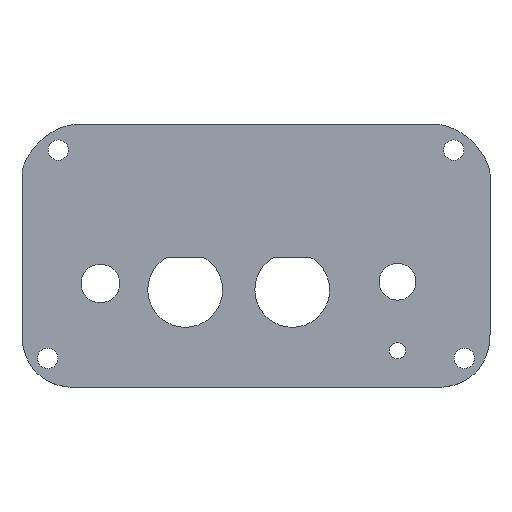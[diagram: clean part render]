
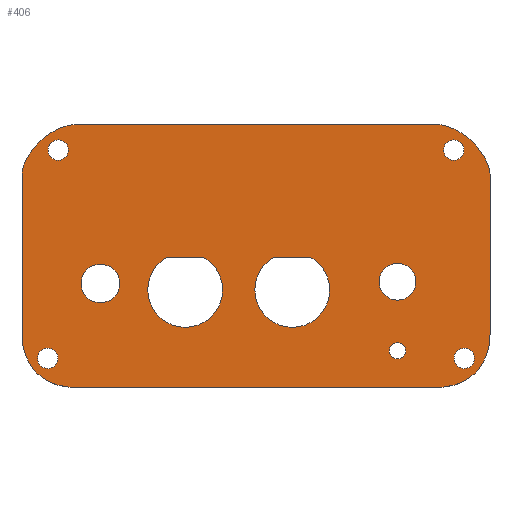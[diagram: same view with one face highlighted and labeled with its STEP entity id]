
A CAD part, top view. The second image highlights one B-rep face of the part: STEP entity #406.
In plain terms, the highlighted planar face has unit normal (0, 0, 1).
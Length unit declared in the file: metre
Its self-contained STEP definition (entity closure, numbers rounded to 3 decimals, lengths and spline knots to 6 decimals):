
#13=B_SPLINE_CURVE_WITH_KNOTS('',3,(#595,#596,#597,#598),.UNSPECIFIED.,
 .F.,.F.,(4,4),(0.,1.),.PIECEWISE_BEZIER_KNOTS.);
#15=B_SPLINE_CURVE_WITH_KNOTS('',3,(#620,#621,#622,#623),.UNSPECIFIED.,
 .F.,.F.,(4,4),(0.,1.),.PIECEWISE_BEZIER_KNOTS.);
#17=B_SPLINE_CURVE_WITH_KNOTS('',3,(#645,#646,#647,#648),.UNSPECIFIED.,
 .F.,.F.,(4,4),(0.,1.),.PIECEWISE_BEZIER_KNOTS.);
#19=B_SPLINE_CURVE_WITH_KNOTS('',3,(#705,#706,#707,#708),.UNSPECIFIED.,
 .F.,.F.,(4,4),(0.,1.),.PIECEWISE_BEZIER_KNOTS.);
#30=PLANE('',#454);
#38=LINE('',#577,#62);
#43=LINE('',#604,#67);
#47=LINE('',#629,#71);
#51=LINE('',#654,#75);
#53=LINE('',#657,#77);
#55=LINE('',#711,#79);
#62=VECTOR('',#478,1.);
#67=VECTOR('',#485,1.);
#71=VECTOR('',#491,1.);
#75=VECTOR('',#497,1.);
#77=VECTOR('',#501,1.);
#79=VECTOR('',#547,1.);
#142=ORIENTED_EDGE('',*,*,#190,.F.);
#143=ORIENTED_EDGE('',*,*,#194,.T.);
#144=ORIENTED_EDGE('',*,*,#197,.F.);
#145=ORIENTED_EDGE('',*,*,#200,.F.);
#146=ORIENTED_EDGE('',*,*,#203,.F.);
#147=ORIENTED_EDGE('',*,*,#206,.F.);
#148=ORIENTED_EDGE('',*,*,#209,.F.);
#149=ORIENTED_EDGE('',*,*,#227,.F.);
#150=ORIENTED_EDGE('',*,*,#224,.T.);
#151=ORIENTED_EDGE('',*,*,#222,.T.);
#152=ORIENTED_EDGE('',*,*,#220,.F.);
#153=ORIENTED_EDGE('',*,*,#218,.F.);
#154=ORIENTED_EDGE('',*,*,#216,.F.);
#155=ORIENTED_EDGE('',*,*,#214,.T.);
#156=ORIENTED_EDGE('',*,*,#212,.T.);
#157=ORIENTED_EDGE('',*,*,#186,.F.);
#158=ORIENTED_EDGE('',*,*,#211,.T.);
#159=ORIENTED_EDGE('',*,*,#182,.F.);
#160=ORIENTED_EDGE('',*,*,#229,.T.);
#182=EDGE_CURVE('',#232,#233,#269,.T.);
#186=EDGE_CURVE('',#236,#237,#271,.T.);
#190=EDGE_CURVE('',#240,#241,#38,.T.);
#194=EDGE_CURVE('',#240,#243,#13,.T.);
#197=EDGE_CURVE('',#245,#243,#43,.T.);
#200=EDGE_CURVE('',#247,#245,#15,.T.);
#203=EDGE_CURVE('',#249,#247,#47,.T.);
#206=EDGE_CURVE('',#251,#249,#17,.T.);
#209=EDGE_CURVE('',#253,#251,#51,.T.);
#211=EDGE_CURVE('',#236,#237,#53,.T.);
#212=EDGE_CURVE('',#254,#254,#272,.T.);
#214=EDGE_CURVE('',#256,#256,#274,.T.);
#216=EDGE_CURVE('',#258,#258,#276,.T.);
#218=EDGE_CURVE('',#260,#260,#278,.T.);
#220=EDGE_CURVE('',#262,#262,#280,.T.);
#222=EDGE_CURVE('',#264,#264,#282,.T.);
#224=EDGE_CURVE('',#266,#266,#284,.T.);
#227=EDGE_CURVE('',#241,#253,#19,.T.);
#229=EDGE_CURVE('',#232,#233,#55,.T.);
#232=VERTEX_POINT('',#558);
#233=VERTEX_POINT('',#560);
#236=VERTEX_POINT('',#567);
#237=VERTEX_POINT('',#569);
#240=VERTEX_POINT('',#576);
#241=VERTEX_POINT('',#578);
#243=VERTEX_POINT('',#594);
#245=VERTEX_POINT('',#603);
#247=VERTEX_POINT('',#619);
#249=VERTEX_POINT('',#628);
#251=VERTEX_POINT('',#644);
#253=VERTEX_POINT('',#653);
#254=VERTEX_POINT('',#660);
#256=VERTEX_POINT('',#665);
#258=VERTEX_POINT('',#670);
#260=VERTEX_POINT('',#675);
#262=VERTEX_POINT('',#680);
#264=VERTEX_POINT('',#685);
#266=VERTEX_POINT('',#690);
#269=CIRCLE('',#423,0.0064);
#271=CIRCLE('',#426,0.0064);
#272=CIRCLE('',#433,0.00175);
#274=CIRCLE('',#436,0.00175);
#276=CIRCLE('',#439,0.0014);
#278=CIRCLE('',#442,0.00315);
#280=CIRCLE('',#445,0.0033);
#282=CIRCLE('',#448,0.00175);
#284=CIRCLE('',#451,0.00175);
#312=EDGE_LOOP('',(#142,#143,#144,#145,#146,#147,#148,#149));
#313=EDGE_LOOP('',(#150));
#314=EDGE_LOOP('',(#151));
#315=EDGE_LOOP('',(#152));
#316=EDGE_LOOP('',(#153));
#317=EDGE_LOOP('',(#154));
#318=EDGE_LOOP('',(#155));
#319=EDGE_LOOP('',(#156));
#320=EDGE_LOOP('',(#157,#158));
#321=EDGE_LOOP('',(#159,#160));
#358=FACE_BOUND('',#312,.T.);
#359=FACE_BOUND('',#313,.T.);
#360=FACE_BOUND('',#314,.T.);
#361=FACE_BOUND('',#315,.T.);
#362=FACE_BOUND('',#316,.T.);
#363=FACE_BOUND('',#317,.T.);
#364=FACE_BOUND('',#318,.T.);
#365=FACE_BOUND('',#319,.T.);
#366=FACE_BOUND('',#320,.T.);
#367=FACE_BOUND('',#321,.T.);
#406=ADVANCED_FACE('',(#358,#359,#360,#361,#362,#363,#364,#365,#366,#367),
#30,.T.);
#423=AXIS2_PLACEMENT_3D('',#559,#463,#464);
#426=AXIS2_PLACEMENT_3D('',#568,#471,#472);
#433=AXIS2_PLACEMENT_3D('',#659,#504,#505);
#436=AXIS2_PLACEMENT_3D('',#664,#510,#511);
#439=AXIS2_PLACEMENT_3D('',#669,#516,#517);
#442=AXIS2_PLACEMENT_3D('',#674,#522,#523);
#445=AXIS2_PLACEMENT_3D('',#679,#528,#529);
#448=AXIS2_PLACEMENT_3D('',#684,#534,#535);
#451=AXIS2_PLACEMENT_3D('',#689,#540,#541);
#454=AXIS2_PLACEMENT_3D('',#712,#548,#549);
#463=DIRECTION('',(0.,0.,1.));
#464=DIRECTION('',(1.,0.,0.));
#471=DIRECTION('',(0.,0.,1.));
#472=DIRECTION('',(1.,0.,0.));
#478=DIRECTION('',(0.,1.,0.));
#485=DIRECTION('',(-1.,0.,0.));
#491=DIRECTION('',(0.,-1.,0.));
#497=DIRECTION('',(1.,0.,0.));
#501=DIRECTION('',(1.,0.,0.));
#504=DIRECTION('',(0.,0.,-1.));
#505=DIRECTION('',(1.,0.,0.));
#510=DIRECTION('',(0.,0.,-1.));
#511=DIRECTION('',(1.,0.,0.));
#516=DIRECTION('',(0.,0.,1.));
#517=DIRECTION('',(1.,0.,0.));
#522=DIRECTION('',(0.,0.,1.));
#523=DIRECTION('',(1.,0.,0.));
#528=DIRECTION('',(0.,0.,1.));
#529=DIRECTION('',(1.,0.,0.));
#534=DIRECTION('',(0.,0.,-1.));
#535=DIRECTION('',(1.,0.,0.));
#540=DIRECTION('',(0.,0.,-1.));
#541=DIRECTION('',(1.,0.,0.));
#547=DIRECTION('',(1.,0.,0.));
#548=DIRECTION('',(0.,0.,1.));
#549=DIRECTION('',(1.,0.,0.));
#558=CARTESIAN_POINT('',(-0.01527,0.02226,0.0015));
#559=CARTESIAN_POINT('',(-0.0121,0.0167,0.0015));
#560=CARTESIAN_POINT('',(-0.00893,0.02226,0.0015));
#567=CARTESIAN_POINT('',(0.00303,0.02226,0.0015));
#568=CARTESIAN_POINT('',(0.0062,0.0167,0.0015));
#569=CARTESIAN_POINT('',(0.00937,0.02226,0.0015));
#576=CARTESIAN_POINT('',(-0.04,0.009,0.0015));
#577=CARTESIAN_POINT('',(-0.04,0.02275,0.0015));
#578=CARTESIAN_POINT('',(-0.04,0.0365,0.0015));
#594=CARTESIAN_POINT('',(-0.0305,0.,0.0015));
#595=CARTESIAN_POINT('',(-0.04,0.009,0.0015));
#596=CARTESIAN_POINT('',(-0.04,0.0054,0.0015));
#597=CARTESIAN_POINT('',(-0.038,0.,0.0015));
#598=CARTESIAN_POINT('',(-0.0305,0.,0.0015));
#603=CARTESIAN_POINT('',(0.0305,0.,0.0015));
#604=CARTESIAN_POINT('',(0.,0.,0.0015));
#619=CARTESIAN_POINT('',(0.04,0.009,0.0015));
#620=CARTESIAN_POINT('',(0.04,0.009,0.0015));
#621=CARTESIAN_POINT('',(0.04,0.0054,0.0015));
#622=CARTESIAN_POINT('',(0.038,0.,0.0015));
#623=CARTESIAN_POINT('',(0.0305,0.,0.0015));
#628=CARTESIAN_POINT('',(0.04,0.0365,0.0015));
#629=CARTESIAN_POINT('',(0.04,0.02275,0.0015));
#644=CARTESIAN_POINT('',(0.0305,0.045,0.0015));
#645=CARTESIAN_POINT('',(0.0305,0.045,0.0015));
#646=CARTESIAN_POINT('',(0.0355,0.045,0.0015));
#647=CARTESIAN_POINT('',(0.04,0.0395,0.0015));
#648=CARTESIAN_POINT('',(0.04,0.0365,0.0015));
#653=CARTESIAN_POINT('',(-0.0305,0.045,0.0015));
#654=CARTESIAN_POINT('',(0.,0.045,0.0015));
#657=CARTESIAN_POINT('',(0.0062,0.02226,0.0015));
#659=CARTESIAN_POINT('',(0.0338,0.0406,0.0015));
#660=CARTESIAN_POINT('',(0.03555,0.0406,0.0015));
#664=CARTESIAN_POINT('',(-0.0338,0.0406,0.0015));
#665=CARTESIAN_POINT('',(-0.03205,0.0406,0.0015));
#669=CARTESIAN_POINT('',(0.0242,0.0063,0.0015));
#670=CARTESIAN_POINT('',(0.0256,0.0063,0.0015));
#674=CARTESIAN_POINT('',(0.0242,0.0181,0.0015));
#675=CARTESIAN_POINT('',(0.02735,0.0181,0.0015));
#679=CARTESIAN_POINT('',(-0.0266,0.0178,0.0015));
#680=CARTESIAN_POINT('',(-0.0233,0.0178,0.0015));
#684=CARTESIAN_POINT('',(-0.0356,0.005,0.0015));
#685=CARTESIAN_POINT('',(-0.03385,0.005,0.0015));
#689=CARTESIAN_POINT('',(0.0356,0.005,0.0015));
#690=CARTESIAN_POINT('',(0.03735,0.005,0.0015));
#705=CARTESIAN_POINT('',(-0.04,0.0365,0.0015));
#706=CARTESIAN_POINT('',(-0.04,0.0395,0.0015));
#707=CARTESIAN_POINT('',(-0.0355,0.045,0.0015));
#708=CARTESIAN_POINT('',(-0.0305,0.045,0.0015));
#711=CARTESIAN_POINT('',(-0.0121,0.02226,0.0015));
#712=CARTESIAN_POINT('',(0.,0.0225,0.0015));
